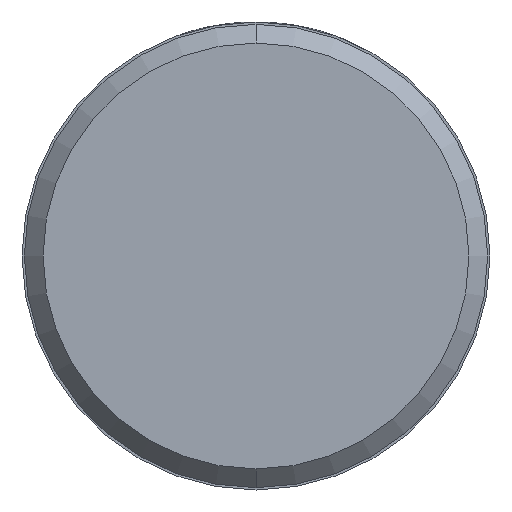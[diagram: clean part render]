
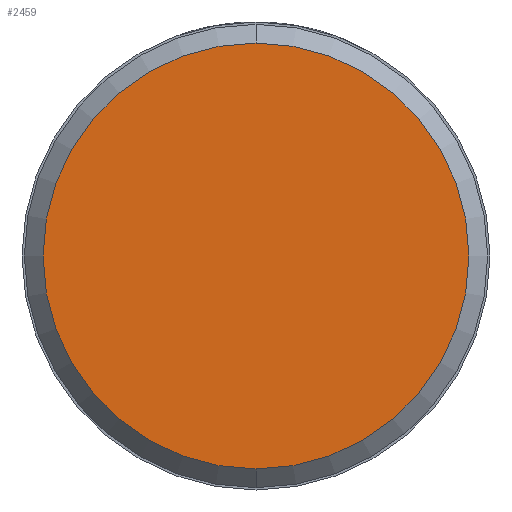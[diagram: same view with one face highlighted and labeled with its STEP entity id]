
A CAD part, front view. The second image highlights one B-rep face of the part: STEP entity #2459.
In plain terms, the highlighted planar face has unit normal (0, -1, 0).
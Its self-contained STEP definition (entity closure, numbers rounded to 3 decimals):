
#84 = ORIENTED_EDGE ( 'NONE', *, *, #1876, .T. ) ;
#391 = DIRECTION ( 'NONE',  ( 0., 0., 1. ) ) ;
#405 = DIRECTION ( 'NONE',  ( 0., -1., 0. ) ) ;
#459 = VERTEX_POINT ( 'NONE', #577 ) ;
#577 = CARTESIAN_POINT ( 'NONE',  ( 0., 0., -22.75 ) ) ;
#584 = CARTESIAN_POINT ( 'NONE',  ( 0., 0., 22.75 ) ) ;
#866 = DIRECTION ( 'NONE',  ( 0., 0., 1. ) ) ;
#1152 = EDGE_CURVE ( 'NONE', #2579, #459, #1503, .T. ) ;
#1224 = AXIS2_PLACEMENT_3D ( 'NONE', #2436, #2874, #866 ) ;
#1257 = CIRCLE ( 'NONE', #1224, 22.75 ) ;
#1503 = CIRCLE ( 'NONE', #1831, 22.75 ) ;
#1658 = EDGE_LOOP ( 'NONE', ( #2018, #84 ) ) ;
#1688 = DIRECTION ( 'NONE',  ( 0., 1., 0. ) ) ;
#1831 = AXIS2_PLACEMENT_3D ( 'NONE', #2870, #405, #391 ) ;
#1876 = EDGE_CURVE ( 'NONE', #459, #2579, #1257, .T. ) ;
#2018 = ORIENTED_EDGE ( 'NONE', *, *, #1152, .T. ) ;
#2021 = AXIS2_PLACEMENT_3D ( 'NONE', #2815, #1688, #2597 ) ;
#2076 = FACE_OUTER_BOUND ( 'NONE', #1658, .T. ) ;
#2160 = PLANE ( 'NONE',  #2021 ) ;
#2436 = CARTESIAN_POINT ( 'NONE',  ( 0., 0., 0. ) ) ;
#2459 = ADVANCED_FACE ( 'NONE', ( #2076 ), #2160, .F. ) ;
#2579 = VERTEX_POINT ( 'NONE', #584 ) ;
#2597 = DIRECTION ( 'NONE',  ( 0., 0., 1. ) ) ;
#2815 = CARTESIAN_POINT ( 'NONE',  ( 0., 0., 0. ) ) ;
#2870 = CARTESIAN_POINT ( 'NONE',  ( 0., 0., 0. ) ) ;
#2874 = DIRECTION ( 'NONE',  ( 0., -1., 0. ) ) ;
